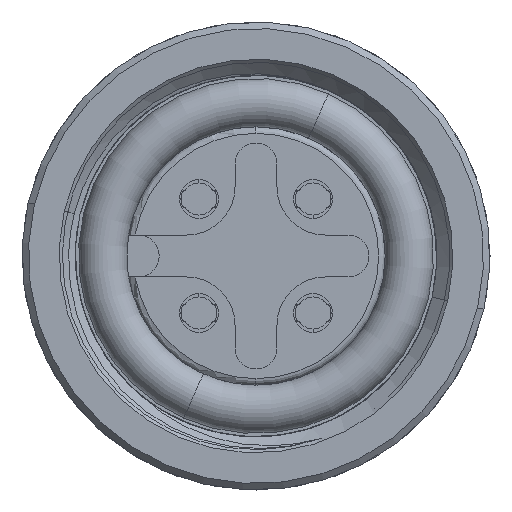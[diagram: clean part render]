
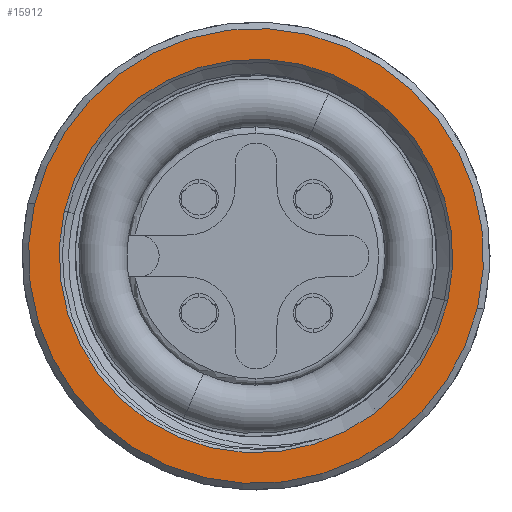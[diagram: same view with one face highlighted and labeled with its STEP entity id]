
A CAD part, left-side view. The second image highlights one B-rep face of the part: STEP entity #15912.
In plain terms, the highlighted face is planar.
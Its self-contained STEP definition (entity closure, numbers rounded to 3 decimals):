
#170 = EDGE_LOOP ( 'NONE', ( #26457, #23688 ) ) ;
#4587 = CARTESIAN_POINT ( 'NONE',  ( 11., 0., -6.1 ) ) ;
#4991 = CARTESIAN_POINT ( 'NONE',  ( 11., 0., 6.1 ) ) ;
#5082 = DIRECTION ( 'NONE',  ( -1., 0., 0. ) ) ;
#6324 = ORIENTED_EDGE ( 'NONE', *, *, #23635, .T. ) ;
#7421 = EDGE_LOOP ( 'NONE', ( #6324, #32398 ) ) ;
#7738 = VERTEX_POINT ( 'NONE', #19954 ) ;
#7925 = DIRECTION ( 'NONE',  ( 1., 0., 0. ) ) ;
#8253 = CIRCLE ( 'NONE', #28446, 6.1 ) ;
#8789 = CARTESIAN_POINT ( 'NONE',  ( 11., 0., 7.05 ) ) ;
#10773 = DIRECTION ( 'NONE',  ( 0., 0., 1. ) ) ;
#11070 = DIRECTION ( 'NONE',  ( -1., 0., 0. ) ) ;
#12283 = DIRECTION ( 'NONE',  ( -1., 0., 0. ) ) ;
#13236 = DIRECTION ( 'NONE',  ( 0., 0., 1. ) ) ;
#13661 = EDGE_CURVE ( 'NONE', #7738, #33327, #22874, .T. ) ;
#13735 = PLANE ( 'NONE',  #33539 ) ;
#15912 = ADVANCED_FACE ( 'NONE', ( #18290, #19182 ), #13735, .F. ) ;
#16910 = AXIS2_PLACEMENT_3D ( 'NONE', #26196, #12283, #34821 ) ;
#17209 = DIRECTION ( 'NONE',  ( 0., 0., 1. ) ) ;
#18290 = FACE_OUTER_BOUND ( 'NONE', #170, .T. ) ;
#18785 = EDGE_CURVE ( 'NONE', #33327, #7738, #25917, .T. ) ;
#19182 = FACE_BOUND ( 'NONE', #7421, .T. ) ;
#19563 = CARTESIAN_POINT ( 'NONE',  ( 11., 0., 0. ) ) ;
#19954 = CARTESIAN_POINT ( 'NONE',  ( 11., 0., -7.05 ) ) ;
#22006 = CARTESIAN_POINT ( 'NONE',  ( 11., 7.25, 0. ) ) ;
#22539 = AXIS2_PLACEMENT_3D ( 'NONE', #33283, #7925, #13236 ) ;
#22733 = CARTESIAN_POINT ( 'NONE',  ( 11., 0., 0. ) ) ;
#22874 = CIRCLE ( 'NONE', #31731, 7.05 ) ;
#23635 = EDGE_CURVE ( 'NONE', #28777, #32734, #8253, .T. ) ;
#23688 = ORIENTED_EDGE ( 'NONE', *, *, #13661, .T. ) ;
#23859 = EDGE_CURVE ( 'NONE', #32734, #28777, #33075, .T. ) ;
#25917 = CIRCLE ( 'NONE', #22539, 7.05 ) ;
#26196 = CARTESIAN_POINT ( 'NONE',  ( 11., 0., 0. ) ) ;
#26457 = ORIENTED_EDGE ( 'NONE', *, *, #18785, .T. ) ;
#28446 = AXIS2_PLACEMENT_3D ( 'NONE', #19563, #11070, #36335 ) ;
#28777 = VERTEX_POINT ( 'NONE', #4587 ) ;
#31731 = AXIS2_PLACEMENT_3D ( 'NONE', #22733, #34172, #17209 ) ;
#32398 = ORIENTED_EDGE ( 'NONE', *, *, #23859, .T. ) ;
#32734 = VERTEX_POINT ( 'NONE', #4991 ) ;
#33075 = CIRCLE ( 'NONE', #16910, 6.1 ) ;
#33283 = CARTESIAN_POINT ( 'NONE',  ( 11., 0., 0. ) ) ;
#33327 = VERTEX_POINT ( 'NONE', #8789 ) ;
#33539 = AXIS2_PLACEMENT_3D ( 'NONE', #22006, #5082, #10773 ) ;
#34172 = DIRECTION ( 'NONE',  ( 1., 0., 0. ) ) ;
#34821 = DIRECTION ( 'NONE',  ( 0., 0., 1. ) ) ;
#36335 = DIRECTION ( 'NONE',  ( 0., 0., 1. ) ) ;
